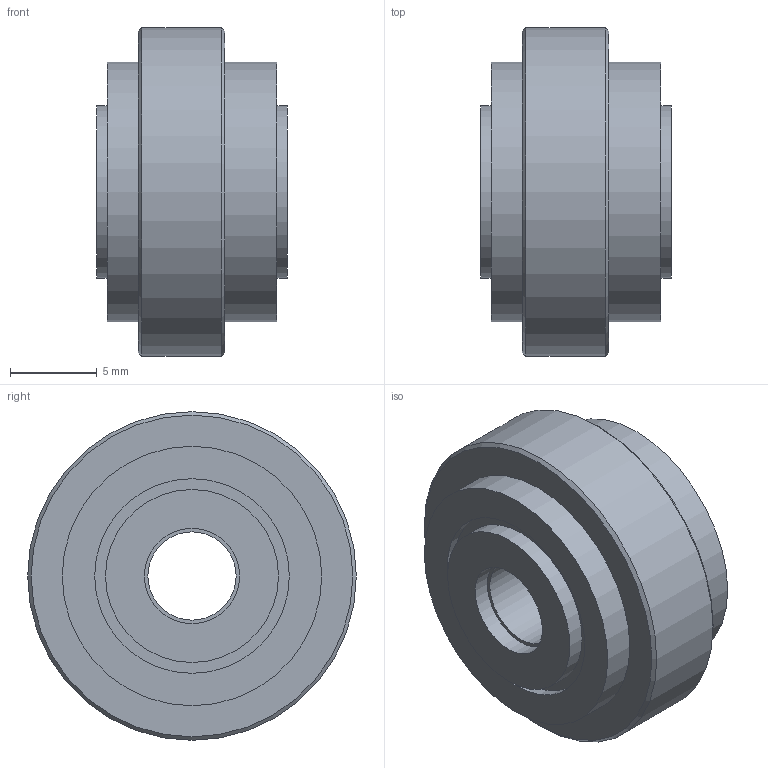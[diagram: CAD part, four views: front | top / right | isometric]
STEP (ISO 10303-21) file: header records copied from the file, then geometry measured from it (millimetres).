
FILE_DESCRIPTION(/* description */ ('STEP AP214'),/* implementation_level */ '2;1');
FILE_NAME(/* name */ '093028',/* time_stamp */ '2022-08-22T11:18:44+02:00',/* author */ ('License CC BY-ND 4.0'),/* organization */ ('CADENAS'),/* preprocessor_version */ 'ST-DEVELOPER v18.102',/* originating_system */ 'PARTsolutions',/* authorisation */ ' ');
FILE_SCHEMA (('AUTOMOTIVE_DESIGN {1 0 10303 214 3 1 1}'));
Length unit declared in the file: millimetre
Products named in the file (4): 093028; 093028_1; 093028_2; 93028_body
Assembly tree (3 placements, depth 2):
  093028
    093028_1
    093028_2
    93028_body
Bounding box: 11 x 19 x 19 mm (x, y, z)
Volume: 2076.7 mm3; surface area: 1887.4 mm2
Topology: 3 solids, 3 shells, 26 faces, 41 edges, 26 vertices
Faces by surface type: plane 11, cylinder 11, torus 2, cone 2
Full cylindrical faces by diameter (mm): 5.1 x1, 5.5 x1, 7 x1, 7.1 x1, 10 x2, 11.25 x2, 15 x2, 19 x1
Entity records: 638 total; most frequent: DIRECTION 112, CARTESIAN_POINT 82, AXIS2_PLACEMENT_3D 56, ORIENTED_EDGE 52, EDGE_LOOP 52, FACE_BOUND 52, EDGE_CURVE 26, VERTEX_POINT 26
